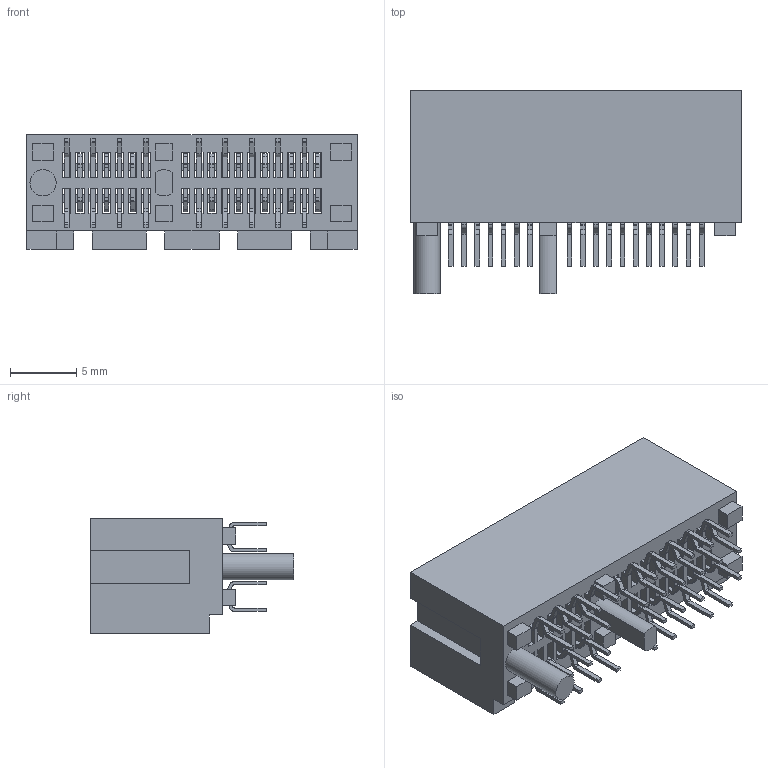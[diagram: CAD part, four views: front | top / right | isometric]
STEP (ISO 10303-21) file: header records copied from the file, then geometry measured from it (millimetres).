
FILE_DESCRIPTION( ( 'STEP AP214' ), ' ' );
FILE_NAME( 'PCIE-036-02-S-D-TH.stp', '2018-05-16T09:41:21', ( '' ), ( '' ), ' ', 'PARTsolutions', ' ' );
FILE_SCHEMA( ( 'AUTOMOTIVE_DESIGN { 1 0 10303 214 1 1 1 1 }' ) );
Length unit declared in the file: millimetre
Products named in the file (4): PCIE-036-02-S-D-TH; _PCIE-036-02-S-D-TH_body; _PCIE-036-02-S-D-TH_pins1; _PCIE-036-02-S-D-TH_pins2
Assembly tree (3 placements, depth 2):
  PCIE-036-02-S-D-TH
    _PCIE-036-02-S-D-TH_body
    _PCIE-036-02-S-D-TH_pins1
    _PCIE-036-02-S-D-TH_pins2
Bounding box: 25 x 15.41 x 8.7 mm (x, y, z)
Volume: 1361.1 mm3; surface area: 3840.2 mm2
Topology: 3 solids, 3 shells, 1554 faces, 4819 edges, 3210 vertices
Faces by surface type: plane 1119, cylinder 435
Full cylindrical faces by diameter (mm): 1.981 x1
Entity records: 66134 total; most frequent: ORIENTED_EDGE 9636, CARTESIAN_POINT 9586, DIRECTION 8804, EDGE_CURVE 4818, LINE 3948, VECTOR 3948, VERTEX_POINT 3210, AXIS2_PLACEMENT_3D 2428
